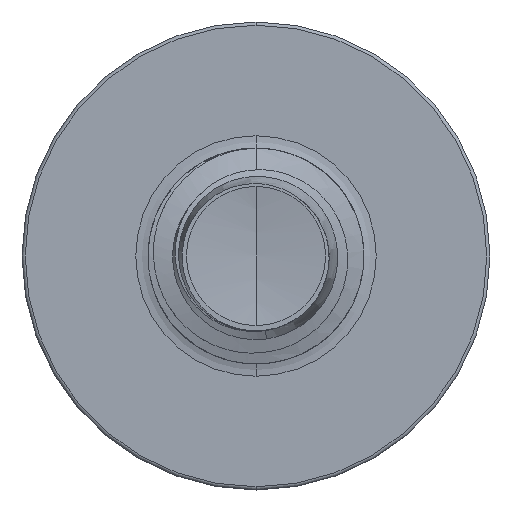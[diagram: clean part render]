
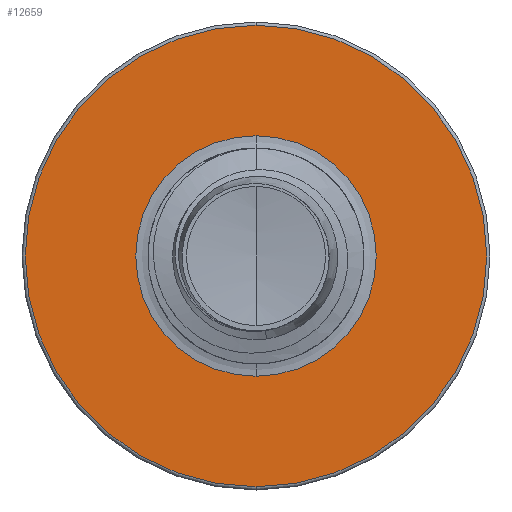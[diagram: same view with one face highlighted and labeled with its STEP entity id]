
A CAD part, front view. The second image highlights one B-rep face of the part: STEP entity #12659.
In plain terms, the highlighted planar face has unit normal (0, -1, 0).
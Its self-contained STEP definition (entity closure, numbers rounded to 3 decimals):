
#897 = AXIS2_PLACEMENT_3D ( 'NONE', #9380, #8976, #8941 ) ;
#5175 = CARTESIAN_POINT ( 'NONE',  ( 0., 7.5, -1.67 ) ) ;
#8941 = DIRECTION ( 'NONE',  ( 0., 0., 1. ) ) ;
#8976 = DIRECTION ( 'NONE',  ( 0., 1., 0. ) ) ;
#9086 = PLANE ( 'NONE',  #897 ) ;
#9380 = CARTESIAN_POINT ( 'NONE',  ( 0., 7.5, -1.67 ) ) ;
#10146 = DIRECTION ( 'NONE',  ( 0., 0., 1. ) ) ;
#10190 = DIRECTION ( 'NONE',  ( 0., 1., 0. ) ) ;
#10316 = CARTESIAN_POINT ( 'NONE',  ( 0., 7.5, 0. ) ) ;
#10408 = VERTEX_POINT ( 'NONE', #14187 ) ;
#10519 = DIRECTION ( 'NONE',  ( 0., 0., 1. ) ) ;
#10565 = DIRECTION ( 'NONE',  ( 0., 1., 0. ) ) ;
#10636 = CARTESIAN_POINT ( 'NONE',  ( 0., 7.5, 0. ) ) ;
#10866 = DIRECTION ( 'NONE',  ( 0., 0., 1. ) ) ;
#10978 = DIRECTION ( 'NONE',  ( 0., 1., 0. ) ) ;
#11057 = DIRECTION ( 'NONE',  ( 0., 0., 1. ) ) ;
#11058 = CARTESIAN_POINT ( 'NONE',  ( 0., 7.5, 0. ) ) ;
#11060 = DIRECTION ( 'NONE',  ( 0., 1., 0. ) ) ;
#11095 = CARTESIAN_POINT ( 'NONE',  ( 0., 7.5, 0. ) ) ;
#12258 = CIRCLE ( 'NONE', #18340, 1.67 ) ;
#12659 = ADVANCED_FACE ( 'NONE', ( #22064, #22170 ), #9086, .F. ) ;
#14187 = CARTESIAN_POINT ( 'NONE',  ( 0., 7.5, 1.67 ) ) ;
#14613 = ORIENTED_EDGE ( 'NONE', *, *, #20104, .F. ) ;
#17672 = AXIS2_PLACEMENT_3D ( 'NONE', #10316, #10190, #10146 ) ;
#17943 = ORIENTED_EDGE ( 'NONE', *, *, #19449, .T. ) ;
#18076 = CARTESIAN_POINT ( 'NONE',  ( 0., 7.5, -3.205 ) ) ;
#18340 = AXIS2_PLACEMENT_3D ( 'NONE', #11095, #11060, #11057 ) ;
#18976 = ORIENTED_EDGE ( 'NONE', *, *, #20810, .T. ) ;
#19449 = EDGE_CURVE ( 'NONE', #20251, #10408, #12258, .T. ) ;
#19708 = CIRCLE ( 'NONE', #17672, 3.205 ) ;
#19886 = AXIS2_PLACEMENT_3D ( 'NONE', #11058, #10978, #10866 ) ;
#20104 = EDGE_CURVE ( 'NONE', #21996, #21287, #19708, .T. ) ;
#20251 = VERTEX_POINT ( 'NONE', #5175 ) ;
#20310 = EDGE_LOOP ( 'NONE', ( #14613, #22196 ) ) ;
#20537 = CIRCLE ( 'NONE', #22287, 3.205 ) ;
#20810 = EDGE_CURVE ( 'NONE', #10408, #20251, #22157, .T. ) ;
#20812 = EDGE_CURVE ( 'NONE', #21287, #21996, #20537, .T. ) ;
#21287 = VERTEX_POINT ( 'NONE', #18076 ) ;
#21996 = VERTEX_POINT ( 'NONE', #22030 ) ;
#22030 = CARTESIAN_POINT ( 'NONE',  ( 0., 7.5, 3.205 ) ) ;
#22064 = FACE_OUTER_BOUND ( 'NONE', #20310, .T. ) ;
#22157 = CIRCLE ( 'NONE', #19886, 1.67 ) ;
#22170 = FACE_BOUND ( 'NONE', #22190, .T. ) ;
#22190 = EDGE_LOOP ( 'NONE', ( #18976, #17943 ) ) ;
#22196 = ORIENTED_EDGE ( 'NONE', *, *, #20812, .F. ) ;
#22287 = AXIS2_PLACEMENT_3D ( 'NONE', #10636, #10565, #10519 ) ;
